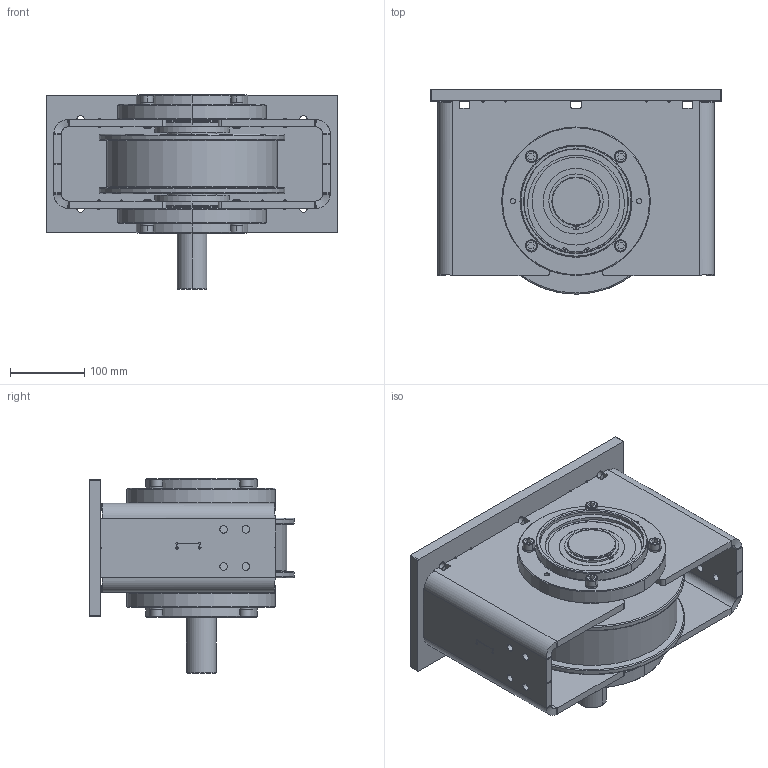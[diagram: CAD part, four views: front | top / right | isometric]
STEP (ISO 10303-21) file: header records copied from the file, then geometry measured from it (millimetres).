
FILE_DESCRIPTION(('STEP AP214'),'1');
FILE_NAME('ra-40-230.stp','2022-09-13T15:30:01',('TraceParts'),('TraceParts S.A.'),'Spatial InterOp 3D',' ',' ');
FILE_SCHEMA(('AUTOMOTIVE_DESIGN { 1 0 10303 214 1 1 1 1 }'));
Length unit declared in the file: millimetre
Products named in the file (1): ra-40-230
Bounding box: 392 x 275 x 261.9 mm (x, y, z)
Volume: 8330865 mm3; surface area: 900804.5 mm2
Topology: 1 solids, 1 shells, 827 faces, 2210 edges, 1414 vertices
Faces by surface type: cylinder 426, plane 255, torus 68, cone 58, bspline 20
Entity records: 33756 total; most frequent: CARTESIAN_POINT 5432, DIRECTION 4894, ORIENTED_EDGE 4420, EDGE_CURVE 2210, AXIS2_PLACEMENT_3D 1920, VERTEX_POINT 1414, CIRCLE 1112, LINE 1054
